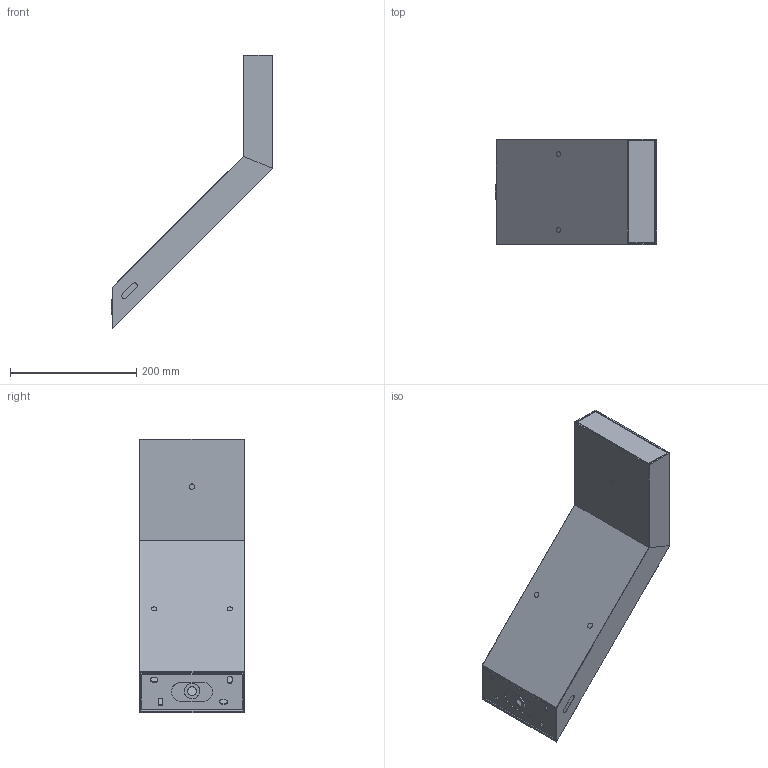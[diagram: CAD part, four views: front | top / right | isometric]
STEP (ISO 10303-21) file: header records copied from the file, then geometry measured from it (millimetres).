
FILE_DESCRIPTION(/* description */ (''),/* implementation_level */ '2;1');
FILE_NAME(/* name */ 'Chilone_Parete_3D d',/* time_stamp */ '2012-02-09T16:37:51+01:00',/* author */ (''),/* organization */ (''),/* preprocessor_version */ 'ST-DEVELOPER v10',/* originating_system */ '',/* authorisation */ '');
FILE_SCHEMA (('CONFIG_CONTROL_DESIGN'));
Length unit declared in the file: millimetre
Products named in the file (1): 1
Bounding box: 256.31 x 167 x 434.56 mm (x, y, z)
Volume: 16603 mm3; surface area: 461099.3 mm2
Topology: 2 solids, 6 shells, 140 faces, 375 edges, 245 vertices
Faces by surface type: bspline 78, plane 62
Entity records: 4272 total; most frequent: CARTESIAN_POINT 1942, ORIENTED_EDGE 724, EDGE_CURVE 371, VERTEX_POINT 245, B_SPLINE_CURVE_WITH_KNOTS 208, EDGE_LOOP 170, ADVANCED_FACE 140, FACE_OUTER_BOUND 140
